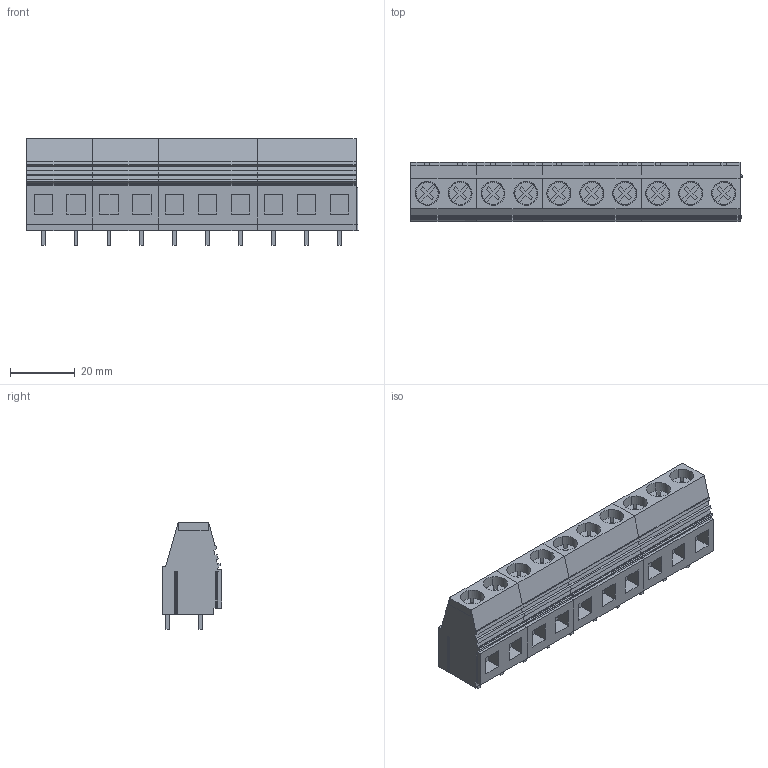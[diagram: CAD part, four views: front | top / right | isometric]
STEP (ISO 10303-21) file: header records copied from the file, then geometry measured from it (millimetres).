
FILE_DESCRIPTION(('CATIA V5 STEP Exchange','CAx-IF Rec.Pracs.--- Model Styling and Organization---1.2---2011-12-15'),'2;1');
FILE_NAME ('D1465106_0_9956450000_9956450000.stp','2018-03-09T15:20:22+00:00',('none'),('Weidmueller'),'CATIA Version 5-6 Release 2014','CATIA V5 STEP AP214','none');
FILE_SCHEMA(('AUTOMOTIVE_DESIGN { 1 0 10303 214 1 1 1 1 }'));
Length unit declared in the file: millimetre
Products named in the file (1): 9956450000
Bounding box: 102.41 x 18.3 x 33 mm (x, y, z)
Volume: 38757.2 mm3; surface area: 20827.9 mm2
Topology: 34 solids, 34 shells, 840 faces, 2166 edges, 1424 vertices
Faces by surface type: plane 660, cylinder 180
Entity records: 25344 total; most frequent: CARTESIAN_POINT 4984, ORIENTED_EDGE 4332, DIRECTION 3568, EDGE_CURVE 2166, VECTOR 1766, LINE 1766, VERTEX_POINT 1424, AXIS2_PLACEMENT_3D 1080
